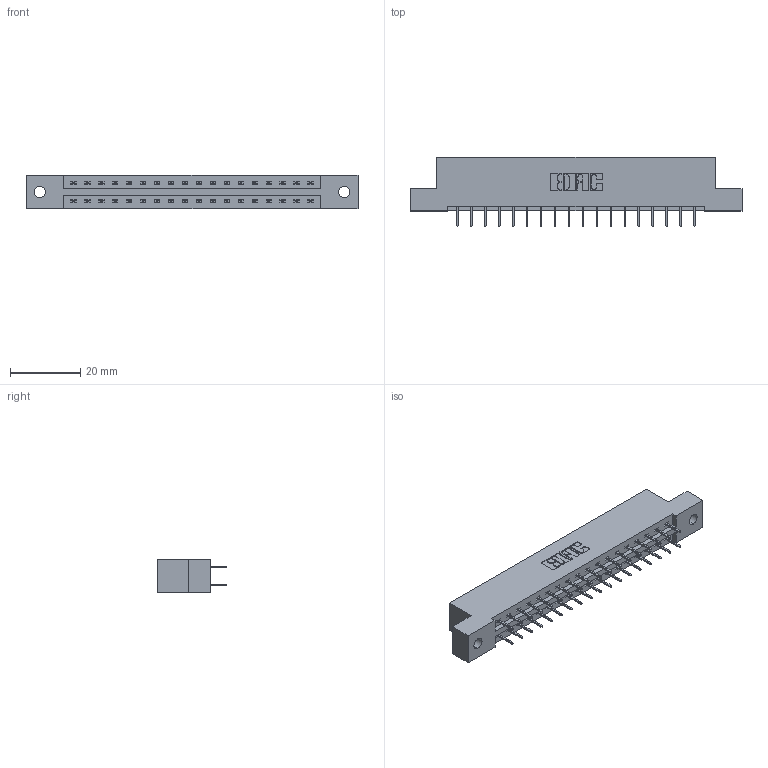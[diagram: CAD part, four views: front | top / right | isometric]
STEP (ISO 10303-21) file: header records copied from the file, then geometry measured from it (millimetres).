
FILE_DESCRIPTION (( 'STEP AP203' ), '1' );
FILE_NAME ('337-036-524-202.STEP', '2018-08-07T22:24:55', ( '' ), ( '' ), 'SwSTEP 2.0', 'SolidWorks 2016', '' );
FILE_SCHEMA (( 'CONFIG_CONTROL_DESIGN' ));
Length unit declared in the file: inch
Products named in the file (3): 337 Part_Flush Mounting Lugs - 0.128 Dia; 345-292-001_345-293-124; 337-036-524-202
Assembly tree (37 placements, depth 2):
  337-036-524-202
    337 Part_Flush Mounting Lugs - 0.128 Dia
    345-292-001_345-293-124  x36
Bounding box: 94.34 x 19.69 x 9.4 mm (x, y, z)
Volume: 9531.2 mm3; surface area: 10100.5 mm2
Topology: 37 solids, 37 shells, 2202 faces, 6251 edges, 4022 vertices
Faces by surface type: plane 1654, cylinder 548
Entity records: 17137 total; most frequent: CARTESIAN_POINT 2906, ORIENTED_EDGE 2842, DIRECTION 2517, EDGE_CURVE 1421, LINE 1297, VECTOR 1297, VERTEX_POINT 942, AXIS2_PLACEMENT_3D 610
